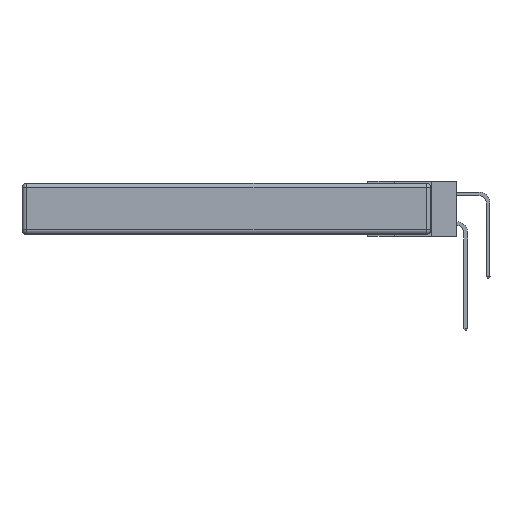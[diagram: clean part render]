
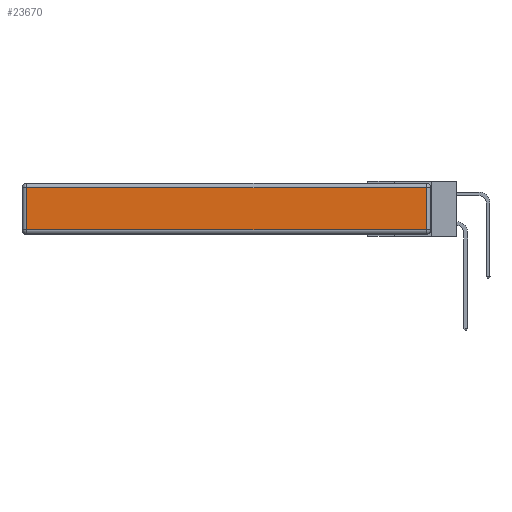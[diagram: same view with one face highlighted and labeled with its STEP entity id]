
A CAD part, left-side view. The second image highlights one B-rep face of the part: STEP entity #23670.
In plain terms, the highlighted planar face has unit normal (-1, 0, 0).
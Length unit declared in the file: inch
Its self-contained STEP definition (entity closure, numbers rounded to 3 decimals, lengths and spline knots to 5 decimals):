
#900 = DIRECTION ( 'NONE',  ( -1., 0., 0. ) ) ;
#1105 = VECTOR ( 'NONE', #10112, 39.37008 ) ;
#1725 = CARTESIAN_POINT ( 'NONE',  ( 0., 2.72, -0.313 ) ) ;
#3340 = PLANE ( 'NONE',  #8307 ) ;
#3496 = VECTOR ( 'NONE', #21164, 39.37008 ) ;
#5081 = CARTESIAN_POINT ( 'NONE',  ( 0., 2.72, -0.343 ) ) ;
#5554 = ORIENTED_EDGE ( 'NONE', *, *, #31383, .T. ) ;
#6418 = EDGE_LOOP ( 'NONE', ( #19840, #7685, #28970, #5554 ) ) ;
#7685 = ORIENTED_EDGE ( 'NONE', *, *, #14682, .T. ) ;
#7947 = CARTESIAN_POINT ( 'NONE',  ( 0., 0.03, -0.313 ) ) ;
#8307 = AXIS2_PLACEMENT_3D ( 'NONE', #18871, #900, #10979 ) ;
#8809 = VERTEX_POINT ( 'NONE', #1725 ) ;
#9658 = VERTEX_POINT ( 'NONE', #15996 ) ;
#10112 = DIRECTION ( 'NONE',  ( 0., 1., 0. ) ) ;
#10979 = DIRECTION ( 'NONE',  ( 0., 0., 1. ) ) ;
#12790 = CARTESIAN_POINT ( 'NONE',  ( 0., 2.75, -0.03 ) ) ;
#13197 = EDGE_CURVE ( 'NONE', #9658, #21587, #19634, .T. ) ;
#13497 = CARTESIAN_POINT ( 'NONE',  ( 0., 2.72, -0.03 ) ) ;
#13786 = LINE ( 'NONE', #5081, #19647 ) ;
#14682 = EDGE_CURVE ( 'NONE', #24258, #9658, #15217, .T. ) ;
#15217 = LINE ( 'NONE', #19507, #27054 ) ;
#15996 = CARTESIAN_POINT ( 'NONE',  ( 0., 0.03, -0.03 ) ) ;
#16915 = LINE ( 'NONE', #23579, #3496 ) ;
#18871 = CARTESIAN_POINT ( 'NONE',  ( 0., 0., -0.343 ) ) ;
#19507 = CARTESIAN_POINT ( 'NONE',  ( 0., 0.03, -0.343 ) ) ;
#19634 = LINE ( 'NONE', #12790, #1105 ) ;
#19647 = VECTOR ( 'NONE', #28042, 39.37008 ) ;
#19840 = ORIENTED_EDGE ( 'NONE', *, *, #21546, .T. ) ;
#21164 = DIRECTION ( 'NONE',  ( 0., -1., 0. ) ) ;
#21546 = EDGE_CURVE ( 'NONE', #8809, #24258, #16915, .T. ) ;
#21587 = VERTEX_POINT ( 'NONE', #13497 ) ;
#23579 = CARTESIAN_POINT ( 'NONE',  ( 0., 0., -0.313 ) ) ;
#23670 = ADVANCED_FACE ( 'NONE', ( #29431 ), #3340, .T. ) ;
#24258 = VERTEX_POINT ( 'NONE', #7947 ) ;
#24262 = DIRECTION ( 'NONE',  ( 0., 0., 1. ) ) ;
#27054 = VECTOR ( 'NONE', #24262, 39.37008 ) ;
#28042 = DIRECTION ( 'NONE',  ( 0., 0., -1. ) ) ;
#28970 = ORIENTED_EDGE ( 'NONE', *, *, #13197, .T. ) ;
#29431 = FACE_OUTER_BOUND ( 'NONE', #6418, .T. ) ;
#31383 = EDGE_CURVE ( 'NONE', #21587, #8809, #13786, .T. ) ;
